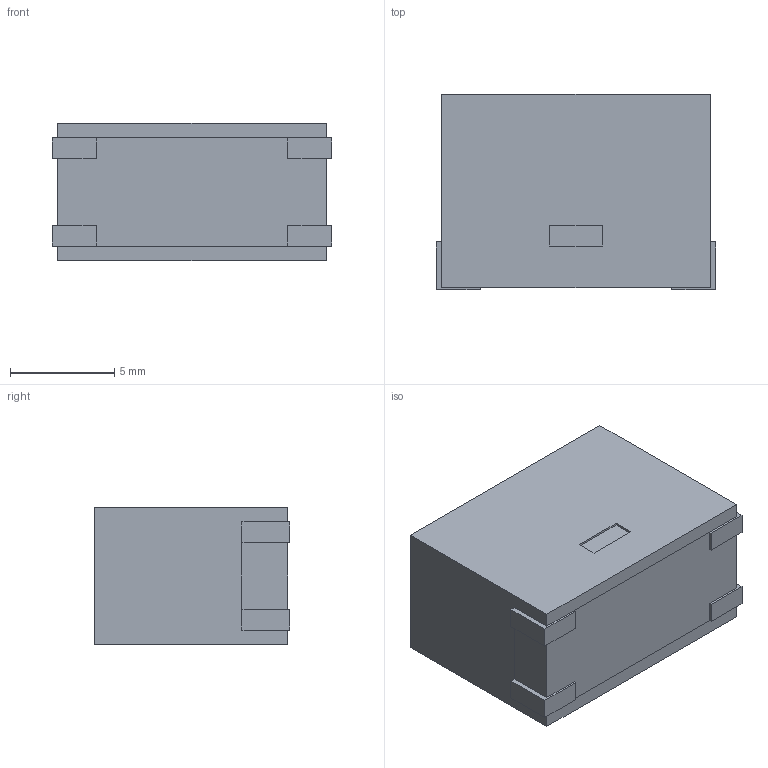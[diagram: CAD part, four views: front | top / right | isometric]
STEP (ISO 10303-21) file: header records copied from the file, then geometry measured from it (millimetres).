
FILE_DESCRIPTION (( 'STEP AP214' ), '1' );
FILE_NAME ('1.STEP', '2019-11-29T10:24:40', ( '' ), ( '' ), 'SwSTEP 2.0', 'SolidWorks 2017', '' );
FILE_SCHEMA (( 'AUTOMOTIVE_DESIGN' ));
Length unit declared in the file: millimetre
Products named in the file (1): 1
Bounding box: 13.4 x 9.4 x 6.6 mm (x, y, z)
Volume: 793.1 mm3; surface area: 828.2 mm2
Topology: 6 solids, 6 shells, 82 faces, 198 edges, 132 vertices
Faces by surface type: plane 80, cylinder 2
Entity records: 2425 total; most frequent: CARTESIAN_POINT 413, ORIENTED_EDGE 396, DIRECTION 368, EDGE_CURVE 198, LINE 194, VECTOR 194, VERTEX_POINT 132, AXIS2_PLACEMENT_3D 87
